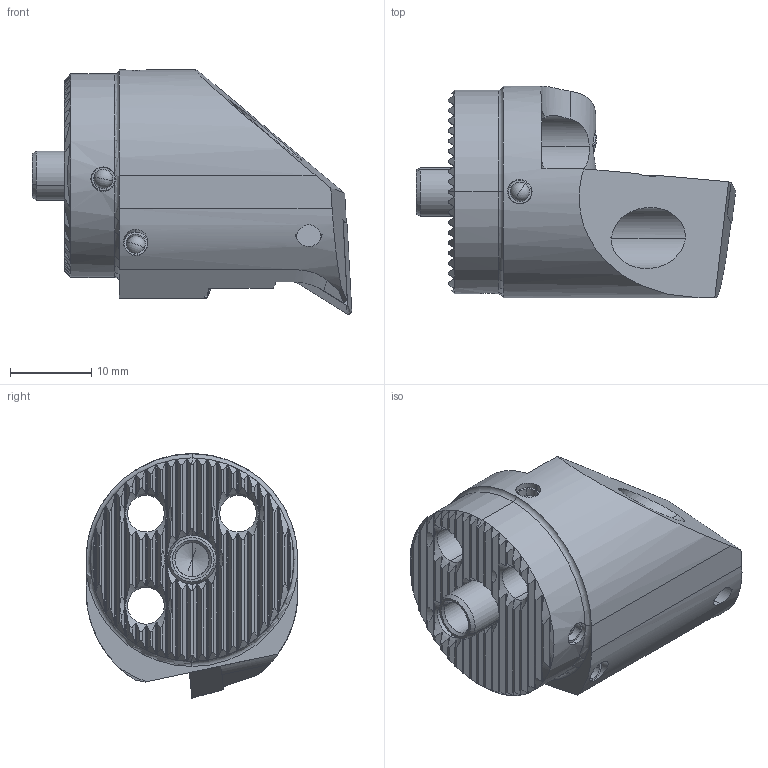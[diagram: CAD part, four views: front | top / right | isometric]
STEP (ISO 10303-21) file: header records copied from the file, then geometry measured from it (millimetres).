
FILE_DESCRIPTION (( 'STEP AP214' ), '1' );
FILE_NAME ('WK3.BDB.RUA.035.STEP', '2020-09-16T11:50:23', ( '' ), ( '' ), 'SwSTEP 2.0', 'SolidWorks 2017', '' );
FILE_SCHEMA (( 'AUTOMOTIVE_DESIGN' ));
Length unit declared in the file: millimetre
Products named in the file (7): WCB-ER2.001.009_A; KVT_MB_600_030; WK3-BDB.RUA.035_A; DCMT11T304; WKX-ER1.004.005_A_PreviewCfg; WK3.BDB.RUA.035; WK3-ER1.001.006_A_Fertigbearbeitung
Assembly tree (9 placements, depth 2):
  WK3.BDB.RUA.035
    WK3-BDB.RUA.035_A
    DCMT11T304
    WCB-ER2.001.009_A
    KVT_MB_600_030  x3
    WKX-ER1.004.005_A_PreviewCfg  x2
    WK3-ER1.001.006_A_Fertigbearbeitung
Bounding box: 39.2 x 26 x 30.01 mm (x, y, z)
Volume: 10068 mm3; surface area: 6664.1 mm2
Topology: 12 solids, 12 shells, 527 faces, 1397 edges, 872 vertices
Faces by surface type: plane 180, cylinder 175, cone 139, bspline 16, torus 9, sphere 8
Entity records: 16262 total; most frequent: CARTESIAN_POINT 5390, ORIENTED_EDGE 2412, DIRECTION 1916, EDGE_CURVE 1206, VERTEX_POINT 773, AXIS2_PLACEMENT_3D 733, EDGE_LOOP 469, VECTOR 450
